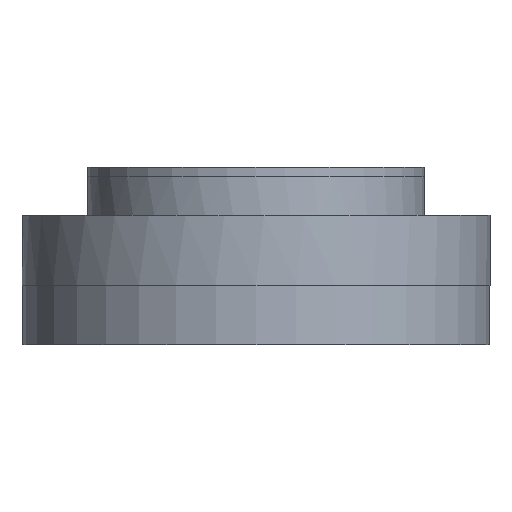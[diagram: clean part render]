
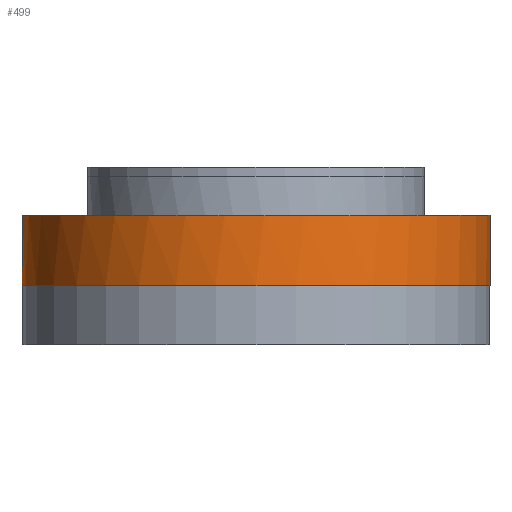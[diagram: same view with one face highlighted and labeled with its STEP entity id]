
A CAD part, front view. The second image highlights one B-rep face of the part: STEP entity #499.
In plain terms, the highlighted cylindrical face has radius 7.5 mm (diameter 15 mm), a full revolution.
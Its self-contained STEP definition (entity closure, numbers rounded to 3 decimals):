
#104=B_SPLINE_CURVE_WITH_KNOTS('',3,(#720,#721,#722,#723,#724,#725,#726,
#727,#728,#729,#730,#731,#732,#733,#734,#735,#736,#737,#738,#739,#740,#741,
#742,#743,#744,#745,#746,#747,#748,#749,#750,#751,#752,#753),
 .UNSPECIFIED.,.T.,.U.,(4,2,2,2,2,2,2,2,2,2,2,2,2,2,2,2,4),(0.,0.009,
0.019,0.029,0.038,0.048,
0.058,0.067,0.077,0.086,
0.096,0.105,0.115,0.125,
0.135,0.144,0.154),.UNSPECIFIED.);
#105=B_SPLINE_CURVE_WITH_KNOTS('',3,(#759,#760,#761,#762,#763,#764,#765,
#766,#767,#768,#769,#770,#771,#772,#773,#774,#775,#776,#777,#778,#779,#780,
#781,#782,#783,#784,#785,#786,#787,#788,#789,#790,#791,#792),
 .UNSPECIFIED.,.T.,.U.,(4,2,2,2,2,2,2,2,2,2,2,2,2,2,2,2,4),(0.,0.009,
0.019,0.029,0.038,0.048,
0.058,0.067,0.077,0.086,
0.096,0.105,0.115,0.125,
0.135,0.144,0.154),.UNSPECIFIED.);
#121=CYLINDRICAL_SURFACE('',#565,7.5);
#123=CIRCLE('',#506,7.5);
#152=CIRCLE('',#566,7.5);
#153=CIRCLE('',#567,7.5);
#155=VERTEX_POINT('',#695);
#156=VERTEX_POINT('',#697);
#158=VERTEX_POINT('',#703);
#161=VERTEX_POINT('',#708);
#164=VERTEX_POINT('',#754);
#166=VERTEX_POINT('',#793);
#191=VERTEX_POINT('',#871);
#193=VECTOR('',#571,1.);
#199=VECTOR('',#578,1.);
#201=LINE('',#696,#193);
#207=LINE('',#709,#199);
#209=EDGE_CURVE('',#156,#155,#201,.T.);
#215=EDGE_CURVE('',#161,#158,#207,.T.);
#217=EDGE_CURVE('',#155,#158,#123,.T.);
#220=EDGE_CURVE('',#164,#164,#104,.T.);
#222=EDGE_CURVE('',#166,#166,#105,.T.);
#248=EDGE_CURVE('',#161,#156,#152,.T.);
#249=EDGE_CURVE('',#191,#191,#153,.T.);
#321=ORIENTED_EDGE('',*,*,#222,.F.);
#322=ORIENTED_EDGE('',*,*,#220,.F.);
#323=ORIENTED_EDGE('',*,*,#248,.T.);
#324=ORIENTED_EDGE('',*,*,#209,.T.);
#325=ORIENTED_EDGE('',*,*,#217,.T.);
#326=ORIENTED_EDGE('',*,*,#215,.F.);
#327=ORIENTED_EDGE('',*,*,#249,.T.);
#393=EDGE_LOOP('',(#321));
#394=EDGE_LOOP('',(#322));
#395=EDGE_LOOP('',(#323,#324,#325,#326));
#396=EDGE_LOOP('',(#327));
#459=FACE_BOUND('',#393,.T.);
#460=FACE_BOUND('',#394,.T.);
#461=FACE_BOUND('',#395,.T.);
#462=FACE_BOUND('',#396,.T.);
#499=ADVANCED_FACE('',(#459,#460,#461,#462),#121,.T.);
#506=AXIS2_PLACEMENT_3D('',#712,#582,#583);
#565=AXIS2_PLACEMENT_3D('',#868,#685,#686);
#566=AXIS2_PLACEMENT_3D('',#869,#687,#688);
#567=AXIS2_PLACEMENT_3D('',#870,#689,#690);
#571=DIRECTION('',(0.,0.,1.));
#578=DIRECTION('',(0.,0.,1.));
#582=DIRECTION('',(0.,0.,-1.));
#583=DIRECTION('',(7.5,0.,0.));
#685=DIRECTION('',(0.,0.,1.));
#686=DIRECTION('',(7.5,0.,0.));
#687=DIRECTION('',(0.,0.,-1.));
#688=DIRECTION('',(7.5,0.,0.));
#689=DIRECTION('',(0.,0.,1.));
#690=DIRECTION('',(7.5,0.,0.));
#695=CARTESIAN_POINT('',(-5.303,5.303,3.25));
#696=CARTESIAN_POINT('',(-5.303,5.303,2.25));
#697=CARTESIAN_POINT('',(-5.303,5.303,2.25));
#703=CARTESIAN_POINT('',(5.303,5.303,3.25));
#708=CARTESIAN_POINT('',(5.303,5.303,2.25));
#709=CARTESIAN_POINT('',(5.303,5.303,2.25));
#712=CARTESIAN_POINT('',(0.,0.,3.25));
#720=CARTESIAN_POINT('',(1.75,7.293,2.875));
#721=CARTESIAN_POINT('',(1.75,7.293,2.906));
#722=CARTESIAN_POINT('',(1.756,7.291,2.94));
#723=CARTESIAN_POINT('',(1.781,7.285,3.001));
#724=CARTESIAN_POINT('',(1.8,7.281,3.029));
#725=CARTESIAN_POINT('',(1.845,7.27,3.073));
#726=CARTESIAN_POINT('',(1.873,7.262,3.093));
#727=CARTESIAN_POINT('',(1.935,7.246,3.119));
#728=CARTESIAN_POINT('',(1.969,7.237,3.125));
#729=CARTESIAN_POINT('',(2.032,7.22,3.125));
#730=CARTESIAN_POINT('',(2.065,7.21,3.119));
#731=CARTESIAN_POINT('',(2.127,7.192,3.093));
#732=CARTESIAN_POINT('',(2.156,7.184,3.073));
#733=CARTESIAN_POINT('',(2.2,7.17,3.028));
#734=CARTESIAN_POINT('',(2.219,7.164,3.001));
#735=CARTESIAN_POINT('',(2.244,7.157,2.94));
#736=CARTESIAN_POINT('',(2.25,7.155,2.906));
#737=CARTESIAN_POINT('',(2.25,7.155,2.844));
#738=CARTESIAN_POINT('',(2.244,7.157,2.81));
#739=CARTESIAN_POINT('',(2.219,7.164,2.749));
#740=CARTESIAN_POINT('',(2.2,7.17,2.722));
#741=CARTESIAN_POINT('',(2.156,7.184,2.677));
#742=CARTESIAN_POINT('',(2.127,7.192,2.657));
#743=CARTESIAN_POINT('',(2.065,7.21,2.631));
#744=CARTESIAN_POINT('',(2.032,7.22,2.625));
#745=CARTESIAN_POINT('',(1.969,7.237,2.625));
#746=CARTESIAN_POINT('',(1.935,7.246,2.631));
#747=CARTESIAN_POINT('',(1.873,7.262,2.657));
#748=CARTESIAN_POINT('',(1.845,7.27,2.677));
#749=CARTESIAN_POINT('',(1.8,7.281,2.721));
#750=CARTESIAN_POINT('',(1.781,7.285,2.749));
#751=CARTESIAN_POINT('',(1.756,7.291,2.81));
#752=CARTESIAN_POINT('',(1.75,7.293,2.844));
#753=CARTESIAN_POINT('',(1.75,7.293,2.875));
#754=CARTESIAN_POINT('',(1.75,7.293,2.875));
#759=CARTESIAN_POINT('',(-2.25,7.155,2.875));
#760=CARTESIAN_POINT('',(-2.25,7.155,2.906));
#761=CARTESIAN_POINT('',(-2.244,7.157,2.94));
#762=CARTESIAN_POINT('',(-2.219,7.164,3.001));
#763=CARTESIAN_POINT('',(-2.2,7.17,3.028));
#764=CARTESIAN_POINT('',(-2.156,7.184,3.073));
#765=CARTESIAN_POINT('',(-2.127,7.192,3.093));
#766=CARTESIAN_POINT('',(-2.065,7.21,3.119));
#767=CARTESIAN_POINT('',(-2.032,7.22,3.125));
#768=CARTESIAN_POINT('',(-1.969,7.237,3.125));
#769=CARTESIAN_POINT('',(-1.935,7.246,3.119));
#770=CARTESIAN_POINT('',(-1.873,7.262,3.093));
#771=CARTESIAN_POINT('',(-1.845,7.27,3.073));
#772=CARTESIAN_POINT('',(-1.8,7.281,3.029));
#773=CARTESIAN_POINT('',(-1.781,7.285,3.001));
#774=CARTESIAN_POINT('',(-1.756,7.291,2.94));
#775=CARTESIAN_POINT('',(-1.75,7.293,2.906));
#776=CARTESIAN_POINT('',(-1.75,7.293,2.844));
#777=CARTESIAN_POINT('',(-1.756,7.291,2.81));
#778=CARTESIAN_POINT('',(-1.781,7.285,2.749));
#779=CARTESIAN_POINT('',(-1.8,7.281,2.721));
#780=CARTESIAN_POINT('',(-1.845,7.27,2.677));
#781=CARTESIAN_POINT('',(-1.873,7.262,2.657));
#782=CARTESIAN_POINT('',(-1.935,7.246,2.631));
#783=CARTESIAN_POINT('',(-1.969,7.237,2.625));
#784=CARTESIAN_POINT('',(-2.032,7.22,2.625));
#785=CARTESIAN_POINT('',(-2.065,7.21,2.631));
#786=CARTESIAN_POINT('',(-2.127,7.192,2.657));
#787=CARTESIAN_POINT('',(-2.156,7.184,2.677));
#788=CARTESIAN_POINT('',(-2.2,7.17,2.722));
#789=CARTESIAN_POINT('',(-2.219,7.164,2.749));
#790=CARTESIAN_POINT('',(-2.244,7.157,2.81));
#791=CARTESIAN_POINT('',(-2.25,7.155,2.844));
#792=CARTESIAN_POINT('',(-2.25,7.155,2.875));
#793=CARTESIAN_POINT('',(-2.25,7.155,2.875));
#868=CARTESIAN_POINT('',(0.,0.,0.));
#869=CARTESIAN_POINT('',(0.,0.,2.25));
#870=CARTESIAN_POINT('',(0.,0.,0.));
#871=CARTESIAN_POINT('',(7.5,0.,0.));
